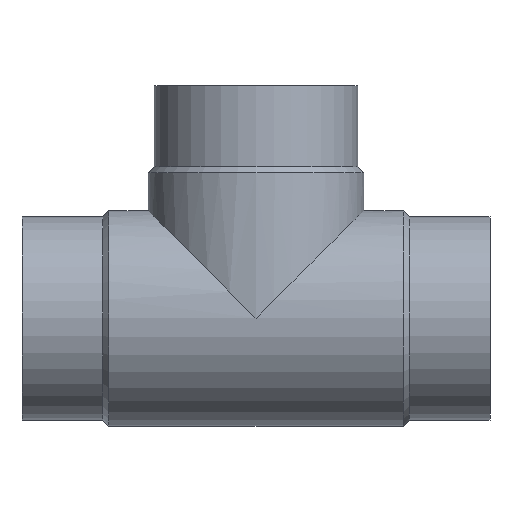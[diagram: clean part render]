
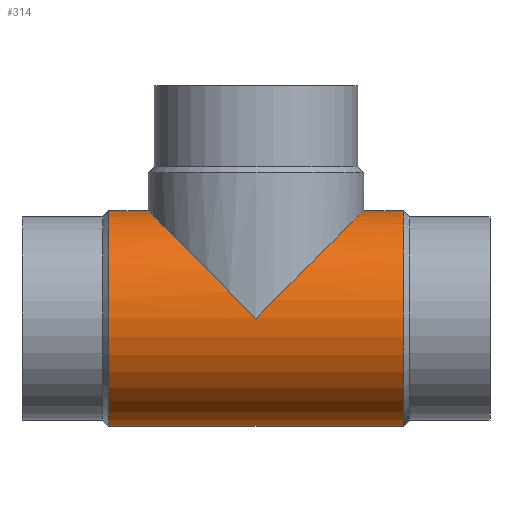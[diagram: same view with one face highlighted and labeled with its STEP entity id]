
A CAD part, top view. The second image highlights one B-rep face of the part: STEP entity #314.
In plain terms, the highlighted cylindrical face has radius 33.4 mm (diameter 66.8 mm), a partial arc.
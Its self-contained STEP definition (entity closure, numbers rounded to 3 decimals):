
#140 = VERTEX_POINT( '', #382 );
#150 = VERTEX_POINT( '', #395 );
#174 = EDGE_CURVE( '', #278, #228, #424, .T. );
#192 = EDGE_CURVE( '', #324, #278, #444, .T. );
#228 = VERTEX_POINT( '', #483 );
#230 = EDGE_CURVE( '', #250, #150, #485, .T. );
#236 = EDGE_CURVE( '', #140, #250, #491, .T. );
#250 = VERTEX_POINT( '', #506 );
#256 = EDGE_CURVE( '', #228, #140, #513, .T. );
#266 = EDGE_CURVE( '', #328, #324, #524, .T. );
#278 = VERTEX_POINT( '', #536 );
#314 = ADVANCED_FACE( '', ( #576 ), #577, .T. );
#324 = VERTEX_POINT( '', #589 );
#328 = VERTEX_POINT( '', #593 );
#340 = EDGE_CURVE( '', #328, #150, #605, .T. );
#382 = CARTESIAN_POINT( '', ( -72.5, 0., 33.4 ) );
#395 = CARTESIAN_POINT( '', ( -118.1, 33.4, 0. ) );
#424 = LINE( '', #689, #690 );
#444 = CIRCLE( '', #717, 33.4 );
#483 = CARTESIAN_POINT( '', ( -39.1, 33.4, 0. ) );
#485 = LINE( '', #774, #775 );
#491 = ELLIPSE( '', #783, 47.235, 33.4 );
#506 = CARTESIAN_POINT( '', ( -105.9, 33.4, 0. ) );
#513 = ELLIPSE( '', #808, 47.235, 33.4 );
#524 = LINE( '', #822, #823 );
#536 = CARTESIAN_POINT( '', ( -26.9, 33.4, 0. ) );
#576 = FACE_OUTER_BOUND( '', #892, .T. );
#577 = CYLINDRICAL_SURFACE( '', #893, 33.4 );
#589 = CARTESIAN_POINT( '', ( -26.9, -33.4, 0. ) );
#593 = CARTESIAN_POINT( '', ( -118.1, -33.4, 0. ) );
#605 = CIRCLE( '', #932, 33.4 );
#689 = CARTESIAN_POINT( '', ( -72.5, 33.4, 0. ) );
#690 = VECTOR( '', #1056, 1. );
#717 = AXIS2_PLACEMENT_3D( '', #1081, #1082, #1083 );
#774 = CARTESIAN_POINT( '', ( -72.5, 33.4, 0. ) );
#775 = VECTOR( '', #1125, 1. );
#783 = AXIS2_PLACEMENT_3D( '', #1129, #1130, #1131 );
#808 = AXIS2_PLACEMENT_3D( '', #1155, #1156, #1157 );
#822 = CARTESIAN_POINT( '', ( -72.5, -33.4, 0. ) );
#823 = VECTOR( '', #1170, 1. );
#892 = EDGE_LOOP( '', ( #1223, #1224, #1225, #1226, #1227, #1228, #1229 ) );
#893 = AXIS2_PLACEMENT_3D( '', #1230, #1231, #1232 );
#932 = AXIS2_PLACEMENT_3D( '', #1265, #1266, #1267 );
#1056 = DIRECTION( '', ( -1., 0., 0. ) );
#1081 = CARTESIAN_POINT( '', ( -26.9, 0., 0. ) );
#1082 = DIRECTION( '', ( -1., 0., 0. ) );
#1083 = DIRECTION( '', ( 0., 1., 0. ) );
#1125 = DIRECTION( '', ( -1., 0., 0. ) );
#1129 = CARTESIAN_POINT( '', ( -72.5, 0., 0. ) );
#1130 = DIRECTION( '', ( -0.707, -0.707, 0. ) );
#1131 = DIRECTION( '', ( 0.707, -0.707, 0. ) );
#1155 = CARTESIAN_POINT( '', ( -72.5, 0., 0. ) );
#1156 = DIRECTION( '', ( 0.707, -0.707, 0. ) );
#1157 = DIRECTION( '', ( 0.707, 0.707, 0. ) );
#1170 = DIRECTION( '', ( 1., 0., 0. ) );
#1223 = ORIENTED_EDGE( '', *, *, #174, .T. );
#1224 = ORIENTED_EDGE( '', *, *, #256, .T. );
#1225 = ORIENTED_EDGE( '', *, *, #236, .T. );
#1226 = ORIENTED_EDGE( '', *, *, #230, .T. );
#1227 = ORIENTED_EDGE( '', *, *, #340, .F. );
#1228 = ORIENTED_EDGE( '', *, *, #266, .T. );
#1229 = ORIENTED_EDGE( '', *, *, #192, .T. );
#1230 = CARTESIAN_POINT( '', ( -72.5, 0., 0. ) );
#1231 = DIRECTION( '', ( 1., 0., 0. ) );
#1232 = DIRECTION( '', ( 0., 1., 0. ) );
#1265 = CARTESIAN_POINT( '', ( -118.1, 0., 0. ) );
#1266 = DIRECTION( '', ( -1., 0., 0. ) );
#1267 = DIRECTION( '', ( 0., 1., 0. ) );
